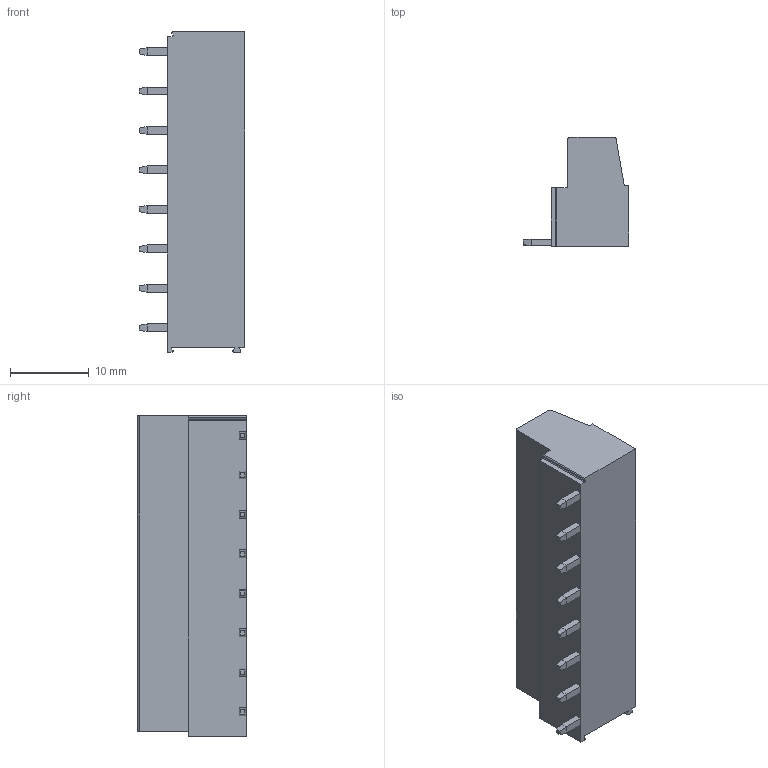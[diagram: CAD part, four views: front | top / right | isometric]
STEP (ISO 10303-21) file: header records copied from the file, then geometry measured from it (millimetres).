
FILE_DESCRIPTION((''),'2;1');
FILE_NAME('PRT0001','2024-11-30T',('sj'),(''),'PRO/ENGINEER BY PARAMETRIC TECHNOLOGY CORPORATION, 2013240','PRO/ENGINEER BY PARAMETRIC TECHNOLOGY CORPORATION, 2013240','');
FILE_SCHEMA(('AUTOMOTIVE_DESIGN_CC2 { 1 2 10303 214 -1 1 5 2 }'));
Length unit declared in the file: millimetre
Products named in the file (1): PRT0001
Bounding box: 13.35 x 13.8 x 40.6 mm (x, y, z)
Volume: 4421.1 mm3; surface area: 2619.4 mm2
Topology: 1 solids, 1 shells, 306 faces, 728 edges, 464 vertices
Faces by surface type: plane 250, cylinder 40, torus 16
Entity records: 8836 total; most frequent: CARTESIAN_POINT 1690, ORIENTED_EDGE 1456, DIRECTION 1436, EDGE_CURVE 728, VECTOR 568, LINE 568, VERTEX_POINT 464, AXIS2_PLACEMENT_3D 434
